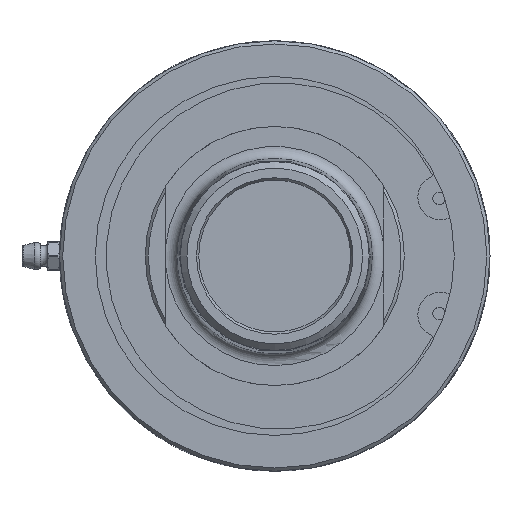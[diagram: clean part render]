
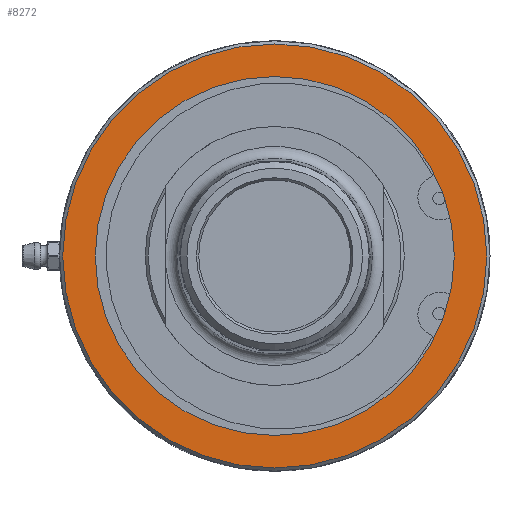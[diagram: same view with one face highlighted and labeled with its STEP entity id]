
A CAD part, left-side view. The second image highlights one B-rep face of the part: STEP entity #8272.
In plain terms, the highlighted planar face has unit normal (-1, 0, 0).
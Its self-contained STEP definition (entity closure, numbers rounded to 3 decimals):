
#440=PLANE('',#8870);
#489=FACE_BOUND('',#1830,.T.);
#1330=FACE_OUTER_BOUND('',#1829,.T.);
#1829=EDGE_LOOP('',(#7312));
#1830=EDGE_LOOP('',(#7313,#7314));
#2192=CIRCLE('',#8868,53.2);
#2193=CIRCLE('',#8871,45.035);
#2194=CIRCLE('',#8872,45.035);
#3822=VERTEX_POINT('',#22610);
#3823=VERTEX_POINT('',#22615);
#3824=VERTEX_POINT('',#22616);
#5007=EDGE_CURVE('',#3822,#3822,#2192,.T.);
#5008=EDGE_CURVE('',#3823,#3824,#2193,.T.);
#5009=EDGE_CURVE('',#3824,#3823,#2194,.T.);
#7312=ORIENTED_EDGE('',*,*,#5007,.F.);
#7313=ORIENTED_EDGE('',*,*,#5008,.T.);
#7314=ORIENTED_EDGE('',*,*,#5009,.T.);
#8272=ADVANCED_FACE('',(#1330,#489),#440,.F.);
#8868=AXIS2_PLACEMENT_3D('',#22612,#10371,#10372);
#8870=AXIS2_PLACEMENT_3D('',#22614,#10375,#10376);
#8871=AXIS2_PLACEMENT_3D('',#22617,#10377,#10378);
#8872=AXIS2_PLACEMENT_3D('',#22618,#10379,#10380);
#10371=DIRECTION('center_axis',(1.,0.,0.));
#10372=DIRECTION('ref_axis',(0.,-1.,0.));
#10375=DIRECTION('center_axis',(1.,0.,0.));
#10376=DIRECTION('ref_axis',(0.,0.,-1.));
#10377=DIRECTION('center_axis',(1.,0.,0.));
#10378=DIRECTION('ref_axis',(0.,1.,0.));
#10379=DIRECTION('center_axis',(1.,0.,0.));
#10380=DIRECTION('ref_axis',(0.,1.,0.));
#22610=CARTESIAN_POINT('',(2.,53.2,0.));
#22612=CARTESIAN_POINT('Origin',(2.,0.,0.));
#22614=CARTESIAN_POINT('Origin',(2.,27.,0.));
#22615=CARTESIAN_POINT('',(2.,45.035,0.));
#22616=CARTESIAN_POINT('',(2.,-45.035,0.));
#22617=CARTESIAN_POINT('Origin',(2.,0.,0.));
#22618=CARTESIAN_POINT('Origin',(2.,0.,0.));
